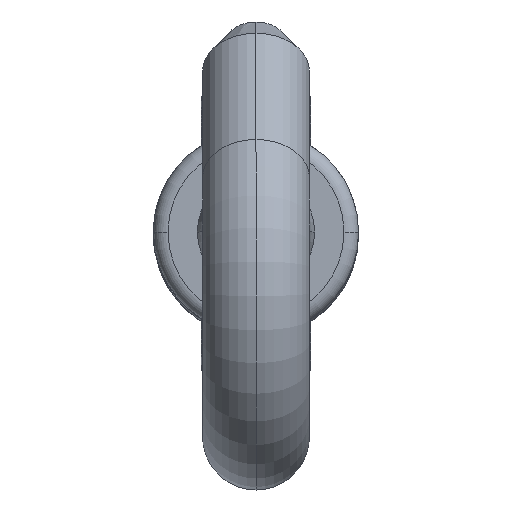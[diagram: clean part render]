
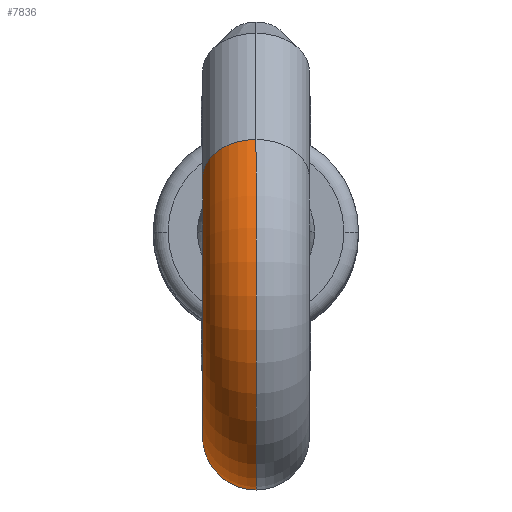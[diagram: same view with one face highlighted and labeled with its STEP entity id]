
A CAD part, top view. The second image highlights one B-rep face of the part: STEP entity #7836.
In plain terms, the highlighted toroidal (fillet/blend) face has major radius 10.35 mm and minor radius 3.65 mm.
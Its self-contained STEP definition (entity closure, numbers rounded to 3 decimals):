
#740 = ORIENTED_EDGE ( 'NONE', *, *, #20286, .T. ) ;
#1054 = EDGE_LOOP ( 'NONE', ( #14670, #740, #17586, #20181 ) ) ;
#1584 = DIRECTION ( 'NONE',  ( 0., 0., -1. ) ) ;
#2471 = CIRCLE ( 'NONE', #19608, 14. ) ;
#2707 = CARTESIAN_POINT ( 'NONE',  ( 0., -14., 0. ) ) ;
#2760 = CIRCLE ( 'NONE', #5366, 3.65 ) ;
#4138 = DIRECTION ( 'NONE',  ( 0., -1., 0. ) ) ;
#4325 = CARTESIAN_POINT ( 'NONE',  ( 0., -14., 0. ) ) ;
#4414 = VERTEX_POINT ( 'NONE', #5628 ) ;
#5366 = AXIS2_PLACEMENT_3D ( 'NONE', #17752, #9602, #1584 ) ;
#5628 = CARTESIAN_POINT ( 'NONE',  ( -4.738, -9.262, 0. ) ) ;
#5714 = DIRECTION ( 'NONE',  ( 1., 0., 0. ) ) ;
#5781 = CARTESIAN_POINT ( 'NONE',  ( 10.35, -14., 0. ) ) ;
#6043 = AXIS2_PLACEMENT_3D ( 'NONE', #5781, #4138, #20428 ) ;
#6218 = DIRECTION ( 'NONE',  ( 1., 0., 0. ) ) ;
#6714 = VERTEX_POINT ( 'NONE', #14030 ) ;
#7836 = ADVANCED_FACE ( 'NONE', ( #19957 ), #11218, .T. ) ;
#8461 = DIRECTION ( 'NONE',  ( 0., 0., 1. ) ) ;
#9047 = CARTESIAN_POINT ( 'NONE',  ( 6.7, -14., 0. ) ) ;
#9258 = DIRECTION ( 'NONE',  ( 0., 0., 1. ) ) ;
#9602 = DIRECTION ( 'NONE',  ( 0.707, 0.707, 0. ) ) ;
#11218 = TOROIDAL_SURFACE ( 'NONE', #20514, 10.35, 3.65 ) ;
#12047 = VERTEX_POINT ( 'NONE', #9047 ) ;
#12435 = DIRECTION ( 'NONE',  ( 0., 0., 1. ) ) ;
#14030 = CARTESIAN_POINT ( 'NONE',  ( -9.899, -4.101, 0. ) ) ;
#14075 = EDGE_CURVE ( 'NONE', #12047, #4414, #14443, .T. ) ;
#14443 = CIRCLE ( 'NONE', #14962, 6.7 ) ;
#14670 = ORIENTED_EDGE ( 'NONE', *, *, #20599, .F. ) ;
#14780 = CARTESIAN_POINT ( 'NONE',  ( 14., -14., 0. ) ) ;
#14962 = AXIS2_PLACEMENT_3D ( 'NONE', #4325, #9258, #6218 ) ;
#15452 = EDGE_CURVE ( 'NONE', #6714, #4414, #2760, .T. ) ;
#17558 = CIRCLE ( 'NONE', #6043, 3.65 ) ;
#17586 = ORIENTED_EDGE ( 'NONE', *, *, #15452, .T. ) ;
#17752 = CARTESIAN_POINT ( 'NONE',  ( -7.319, -6.681, 0. ) ) ;
#17935 = DIRECTION ( 'NONE',  ( 1., 0., 0. ) ) ;
#19589 = CARTESIAN_POINT ( 'NONE',  ( 0., -14., 0. ) ) ;
#19608 = AXIS2_PLACEMENT_3D ( 'NONE', #19589, #8461, #17935 ) ;
#19957 = FACE_OUTER_BOUND ( 'NONE', #1054, .T. ) ;
#20181 = ORIENTED_EDGE ( 'NONE', *, *, #14075, .F. ) ;
#20286 = EDGE_CURVE ( 'NONE', #21050, #6714, #2471, .T. ) ;
#20428 = DIRECTION ( 'NONE',  ( 0., 0., -1. ) ) ;
#20514 = AXIS2_PLACEMENT_3D ( 'NONE', #2707, #12435, #5714 ) ;
#20599 = EDGE_CURVE ( 'NONE', #21050, #12047, #17558, .T. ) ;
#21050 = VERTEX_POINT ( 'NONE', #14780 ) ;
